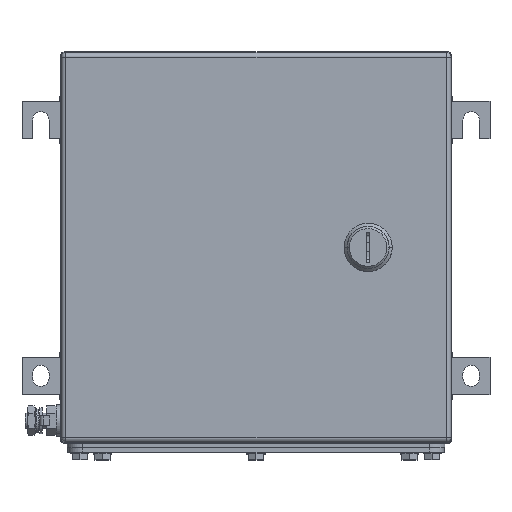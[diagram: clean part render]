
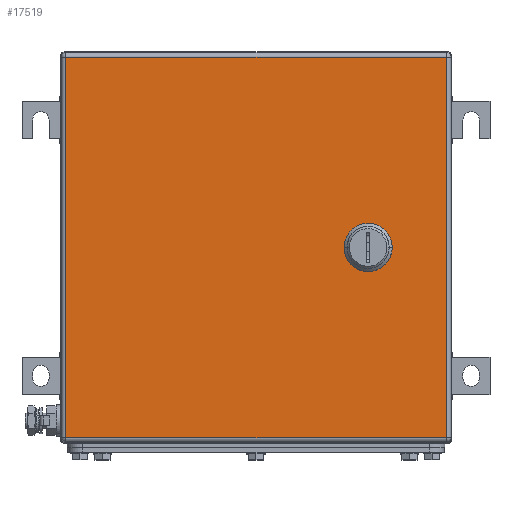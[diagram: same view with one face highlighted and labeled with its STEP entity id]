
A CAD part, top view. The second image highlights one B-rep face of the part: STEP entity #17519.
In plain terms, the highlighted planar face has unit normal (0, 0, 1).
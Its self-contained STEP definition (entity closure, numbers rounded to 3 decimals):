
#16547=AXIS2_PLACEMENT_3D('Circle Axis2P3D',#16545,#16546,$) ;
#16595=AXIS2_PLACEMENT_3D('Circle Axis2P3D',#16593,#16594,$) ;
#16614=AXIS2_PLACEMENT_3D('Circle Axis2P3D',#16612,#16613,$) ;
#17488=AXIS2_PLACEMENT_3D('Circle Axis2P3D',#17486,#17487,$) ;
#17501=AXIS2_PLACEMENT_3D('Plane Axis2P3D',#17498,#17499,#17500) ;
#16406=CARTESIAN_POINT('Vertex',(240.05,135.944,203.5)) ;
#16409=CARTESIAN_POINT('Line Origine',(240.05,141.,203.5)) ;
#16413=CARTESIAN_POINT('Vertex',(240.05,146.056,203.5)) ;
#16542=CARTESIAN_POINT('Vertex',(235.056,130.95,203.5)) ;
#16545=CARTESIAN_POINT('Axis2P3D Location',(230.,141.,203.5)) ;
#16566=CARTESIAN_POINT('Vertex',(224.944,130.95,203.5)) ;
#16569=CARTESIAN_POINT('Line Origine',(230.,130.95,203.5)) ;
#16590=CARTESIAN_POINT('Vertex',(219.95,135.944,203.5)) ;
#16593=CARTESIAN_POINT('Axis2P3D Location',(230.,141.,203.5)) ;
#16609=CARTESIAN_POINT('Vertex',(224.944,151.05,203.5)) ;
#16612=CARTESIAN_POINT('Axis2P3D Location',(230.,141.,203.5)) ;
#16616=CARTESIAN_POINT('Vertex',(219.95,146.056,203.5)) ;
#16640=CARTESIAN_POINT('Vertex',(282.,267.5,203.5)) ;
#16656=CARTESIAN_POINT('Vertex',(29.,267.5,203.5)) ;
#16659=CARTESIAN_POINT('Line Origine',(153.4,267.5,203.5)) ;
#16694=CARTESIAN_POINT('Vertex',(29.,14.5,203.5)) ;
#16697=CARTESIAN_POINT('Line Origine',(29.,141.,203.5)) ;
#16732=CARTESIAN_POINT('Vertex',(282.,14.5,203.5)) ;
#16735=CARTESIAN_POINT('Line Origine',(155.5,14.5,203.5)) ;
#16771=CARTESIAN_POINT('Line Origine',(282.,141.,203.5)) ;
#17406=CARTESIAN_POINT('Vertex',(235.056,151.05,203.5)) ;
#17409=CARTESIAN_POINT('Line Origine',(230.,151.05,203.5)) ;
#17426=CARTESIAN_POINT('Line Origine',(219.95,141.,203.5)) ;
#17486=CARTESIAN_POINT('Axis2P3D Location',(230.,141.,203.5)) ;
#17498=CARTESIAN_POINT('Axis2P3D Location',(155.5,141.,203.5)) ;
#16410=DIRECTION('Vector Direction',(0.,-1.,0.)) ;
#16546=DIRECTION('Axis2P3D Direction',(0.,0.,1.)) ;
#16570=DIRECTION('Vector Direction',(1.,0.,0.)) ;
#16594=DIRECTION('Axis2P3D Direction',(0.,0.,1.)) ;
#16613=DIRECTION('Axis2P3D Direction',(0.,0.,1.)) ;
#16660=DIRECTION('Vector Direction',(1.,0.,0.)) ;
#16698=DIRECTION('Vector Direction',(0.,-1.,0.)) ;
#16736=DIRECTION('Vector Direction',(1.,0.,0.)) ;
#16772=DIRECTION('Vector Direction',(0.,1.,0.)) ;
#17410=DIRECTION('Vector Direction',(1.,0.,0.)) ;
#17427=DIRECTION('Vector Direction',(0.,1.,0.)) ;
#17487=DIRECTION('Axis2P3D Direction',(0.,0.,1.)) ;
#17499=DIRECTION('Axis2P3D Direction',(0.,0.,1.)) ;
#17500=DIRECTION('Axis2P3D XDirection',(1.,0.,0.)) ;
#16411=VECTOR('Line Direction',#16410,1.) ;
#16571=VECTOR('Line Direction',#16570,1.) ;
#16661=VECTOR('Line Direction',#16660,1.) ;
#16699=VECTOR('Line Direction',#16698,1.) ;
#16737=VECTOR('Line Direction',#16736,1.) ;
#16773=VECTOR('Line Direction',#16772,1.) ;
#17411=VECTOR('Line Direction',#17410,1.) ;
#17428=VECTOR('Line Direction',#17427,1.) ;
#17504=ORIENTED_EDGE('',*,*,#16663,.T.) ;
#17505=ORIENTED_EDGE('',*,*,#16701,.T.) ;
#17506=ORIENTED_EDGE('',*,*,#16739,.T.) ;
#17507=ORIENTED_EDGE('',*,*,#16775,.T.) ;
#17510=ORIENTED_EDGE('',*,*,#16549,.F.) ;
#17511=ORIENTED_EDGE('',*,*,#16573,.F.) ;
#17512=ORIENTED_EDGE('',*,*,#16597,.F.) ;
#17513=ORIENTED_EDGE('',*,*,#17430,.T.) ;
#17514=ORIENTED_EDGE('',*,*,#16618,.F.) ;
#17515=ORIENTED_EDGE('',*,*,#17413,.T.) ;
#17516=ORIENTED_EDGE('',*,*,#17490,.F.) ;
#17517=ORIENTED_EDGE('',*,*,#16415,.T.) ;
#17518=FACE_BOUND('',#17509,.T.) ;
#17519=ADVANCED_FACE('1199960000.2\\ZUB_KTB_QL_262620_1GP_AllCATPart.2\\ZUB_DE_KTB_QL_260x260.1\\DE_KTB_MH_PART_MASTER.1\\Koerper.2',(#17508,#17518),#17502,.T.) ;
#16548=CIRCLE('generated circle',#16547,11.25) ;
#16596=CIRCLE('generated circle',#16595,11.25) ;
#16615=CIRCLE('generated circle',#16614,11.25) ;
#17489=CIRCLE('generated circle',#17488,11.25) ;
#16415=EDGE_CURVE('',#16414,#16407,#16412,.T.) ;
#16549=EDGE_CURVE('',#16543,#16407,#16548,.T.) ;
#16573=EDGE_CURVE('',#16567,#16543,#16572,.T.) ;
#16597=EDGE_CURVE('',#16591,#16567,#16596,.T.) ;
#16618=EDGE_CURVE('',#16610,#16617,#16615,.T.) ;
#16663=EDGE_CURVE('',#16641,#16657,#16662,.F.) ;
#16701=EDGE_CURVE('',#16657,#16695,#16700,.T.) ;
#16739=EDGE_CURVE('',#16695,#16733,#16738,.T.) ;
#16775=EDGE_CURVE('',#16733,#16641,#16774,.T.) ;
#17413=EDGE_CURVE('',#16610,#17407,#17412,.T.) ;
#17430=EDGE_CURVE('',#16591,#16617,#17429,.T.) ;
#17490=EDGE_CURVE('',#16414,#17407,#17489,.T.) ;
#17503=EDGE_LOOP('',(#17504,#17505,#17506,#17507)) ;
#17509=EDGE_LOOP('',(#17510,#17511,#17512,#17513,#17514,#17515,#17516,#17517)) ;
#17508=FACE_OUTER_BOUND('',#17503,.T.) ;
#16412=LINE('Line',#16409,#16411) ;
#16572=LINE('Line',#16569,#16571) ;
#16662=LINE('Line',#16659,#16661) ;
#16700=LINE('Line',#16697,#16699) ;
#16738=LINE('Line',#16735,#16737) ;
#16774=LINE('Line',#16771,#16773) ;
#17412=LINE('Line',#17409,#17411) ;
#17429=LINE('Line',#17426,#17428) ;
#17502=PLANE('',#17501) ;
#16407=VERTEX_POINT('',#16406) ;
#16414=VERTEX_POINT('',#16413) ;
#16543=VERTEX_POINT('',#16542) ;
#16567=VERTEX_POINT('',#16566) ;
#16591=VERTEX_POINT('',#16590) ;
#16610=VERTEX_POINT('',#16609) ;
#16617=VERTEX_POINT('',#16616) ;
#16641=VERTEX_POINT('',#16640) ;
#16657=VERTEX_POINT('',#16656) ;
#16695=VERTEX_POINT('',#16694) ;
#16733=VERTEX_POINT('',#16732) ;
#17407=VERTEX_POINT('',#17406) ;
